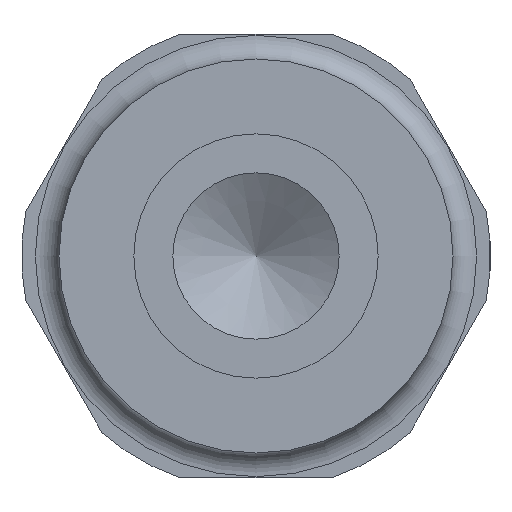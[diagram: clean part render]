
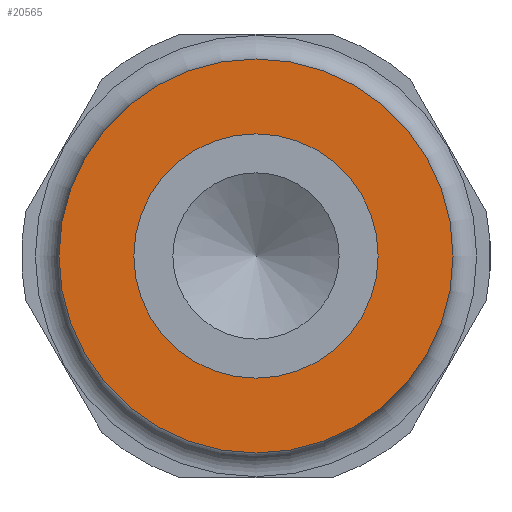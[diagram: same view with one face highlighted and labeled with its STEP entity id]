
A CAD part, front view. The second image highlights one B-rep face of the part: STEP entity #20565.
In plain terms, the highlighted planar face has unit normal (0, -1, 0).
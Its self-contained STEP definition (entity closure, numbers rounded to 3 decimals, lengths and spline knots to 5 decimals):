
#1869=FACE_BOUND('',#4111,.T.);
#3135=FACE_OUTER_BOUND('',#4110,.T.);
#4110=EDGE_LOOP('',(#12661,#12662));
#4111=EDGE_LOOP('',(#12663,#12664));
#5210=CIRCLE('',#21654,0.155);
#5211=CIRCLE('',#21655,0.155);
#5238=CIRCLE('',#21701,0.25);
#5239=CIRCLE('',#21702,0.25);
#6668=VERTEX_POINT('',#27949);
#6669=VERTEX_POINT('',#27950);
#6706=VERTEX_POINT('',#28061);
#6707=VERTEX_POINT('',#28062);
#8890=EDGE_CURVE('',#6668,#6669,#5210,.T.);
#8891=EDGE_CURVE('',#6669,#6668,#5211,.T.);
#8945=EDGE_CURVE('',#6706,#6707,#5238,.T.);
#8946=EDGE_CURVE('',#6707,#6706,#5239,.T.);
#12661=ORIENTED_EDGE('',*,*,#8945,.T.);
#12662=ORIENTED_EDGE('',*,*,#8946,.T.);
#12663=ORIENTED_EDGE('',*,*,#8890,.T.);
#12664=ORIENTED_EDGE('',*,*,#8891,.T.);
#19288=PLANE('',#21703);
#20565=ADVANCED_FACE('',(#3135,#1869),#19288,.T.);
#21654=AXIS2_PLACEMENT_3D('',#27951,#23793,#23794);
#21655=AXIS2_PLACEMENT_3D('',#27952,#23795,#23796);
#21701=AXIS2_PLACEMENT_3D('',#28063,#23914,#23915);
#21702=AXIS2_PLACEMENT_3D('',#28064,#23916,#23917);
#21703=AXIS2_PLACEMENT_3D('',#28066,#23919,#23920);
#23793=DIRECTION('center_axis',(0.,1.,0.));
#23794=DIRECTION('ref_axis',(1.,0.,0.));
#23795=DIRECTION('center_axis',(0.,1.,0.));
#23796=DIRECTION('ref_axis',(1.,0.,0.));
#23914=DIRECTION('center_axis',(0.,-1.,0.));
#23915=DIRECTION('ref_axis',(1.,0.,0.));
#23916=DIRECTION('center_axis',(0.,-1.,0.));
#23917=DIRECTION('ref_axis',(1.,0.,0.));
#23919=DIRECTION('center_axis',(0.,-1.,0.));
#23920=DIRECTION('ref_axis',(0.,0.,
-1.));
#27949=CARTESIAN_POINT('',(0.155,0.,0.));
#27950=CARTESIAN_POINT('',(-0.155,0.,0.));
#27951=CARTESIAN_POINT('Origin',(0.,0.,
0.));
#27952=CARTESIAN_POINT('Origin',(0.,0.,
0.));
#28061=CARTESIAN_POINT('',(0.25,0.,0.));
#28062=CARTESIAN_POINT('',(-0.25,0.,0.));
#28063=CARTESIAN_POINT('Origin',(0.,0.,
0.));
#28064=CARTESIAN_POINT('Origin',(0.,0.,
0.));
#28066=CARTESIAN_POINT('Origin',(0.,0.,0.));
